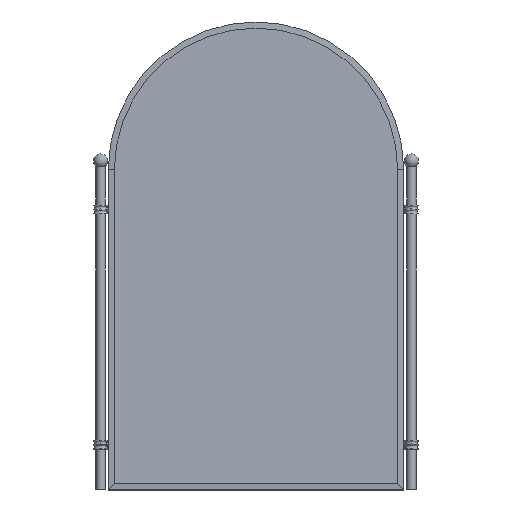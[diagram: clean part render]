
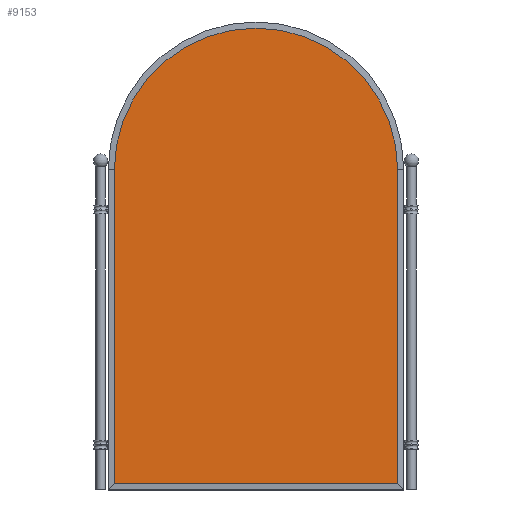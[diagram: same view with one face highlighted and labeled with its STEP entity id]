
A CAD part, top view. The second image highlights one B-rep face of the part: STEP entity #9153.
In plain terms, the highlighted planar face has unit normal (0, 0, 1).
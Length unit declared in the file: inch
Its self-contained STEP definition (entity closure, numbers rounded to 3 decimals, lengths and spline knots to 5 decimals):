
#152=DIRECTION('',(0.,1.,0.));
#153=VECTOR('',#152,25.5);
#154=CARTESIAN_POINT('',(11.5,-2.036,0.919));
#155=LINE('',#154,#153);
#156=DIRECTION('',(1.,0.,0.));
#157=VECTOR('',#156,23.);
#158=CARTESIAN_POINT('',(-11.5,-2.036,0.919));
#159=LINE('',#158,#157);
#160=DIRECTION('',(0.,-1.,0.));
#161=VECTOR('',#160,25.5);
#162=CARTESIAN_POINT('',(-11.5,23.464,0.919));
#163=LINE('',#162,#161);
#164=CARTESIAN_POINT('',(0.,23.464,0.919));
#165=DIRECTION('',(0.,0.,1.));
#166=DIRECTION('',(1.,0.,0.));
#167=AXIS2_PLACEMENT_3D('',#164,#165,#166);
#7815=CARTESIAN_POINT('',(11.5,-2.036,0.919));
#7816=CARTESIAN_POINT('',(11.5,23.464,0.919));
#7817=VERTEX_POINT('',#7815);
#7818=VERTEX_POINT('',#7816);
#7819=CARTESIAN_POINT('',(-11.5,23.464,0.919));
#7820=VERTEX_POINT('',#7819);
#7821=CARTESIAN_POINT('',(-11.5,-2.036,0.919));
#7822=VERTEX_POINT('',#7821);
#9139=CARTESIAN_POINT('',(0.,-2.536,0.919));
#9140=DIRECTION('',(0.,0.,1.));
#9141=DIRECTION('',(1.,0.,0.));
#9142=AXIS2_PLACEMENT_3D('',#9139,#9140,#9141);
#9143=PLANE('',#9142);
#9145=ORIENTED_EDGE('',*,*,#9144,.F.);
#9147=ORIENTED_EDGE('',*,*,#9146,.F.);
#9149=ORIENTED_EDGE('',*,*,#9148,.F.);
#9150=ORIENTED_EDGE('',*,*,#9129,.F.);
#9151=EDGE_LOOP('',(#9145,#9147,#9149,#9150));
#9152=FACE_OUTER_BOUND('',#9151,.F.);
#9153=ADVANCED_FACE('',(#9152),#9143,.T.);
#168=CIRCLE('',#167,11.5);
#9129=EDGE_CURVE('',#7818,#7820,#168,.T.);
#9144=EDGE_CURVE('',#7817,#7818,#155,.T.);
#9146=EDGE_CURVE('',#7822,#7817,#159,.T.);
#9148=EDGE_CURVE('',#7820,#7822,#163,.T.);
